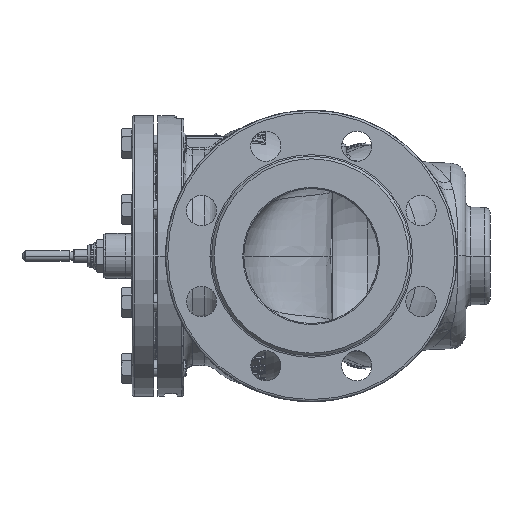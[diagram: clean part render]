
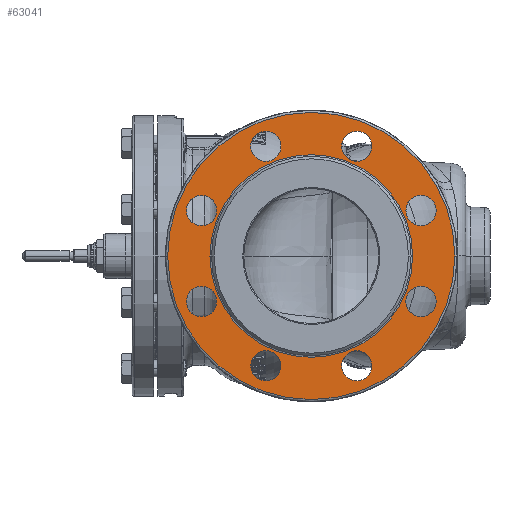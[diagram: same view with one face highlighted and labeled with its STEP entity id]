
A CAD part, left-side view. The second image highlights one B-rep face of the part: STEP entity #63041.
In plain terms, the highlighted planar face has unit normal (-1, 0, 0).
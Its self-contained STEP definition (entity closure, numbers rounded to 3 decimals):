
#15143=CARTESIAN_POINT('',(-197.,0.,0.));
#15144=DIRECTION('',(1.,0.,0.));
#15145=DIRECTION('',(0.,1.,0.));
#15146=AXIS2_PLACEMENT_3D('',#15143,#15144,#15145);
#15148=CARTESIAN_POINT('',(-197.,0.,0.));
#15149=DIRECTION('',(1.,0.,0.));
#15150=DIRECTION('',(0.,-1.,0.));
#15151=AXIS2_PLACEMENT_3D('',#15148,#15149,#15150);
#15153=CARTESIAN_POINT('',(-197.,0.,0.));
#15154=DIRECTION('',(-1.,0.,0.));
#15155=DIRECTION('',(0.,-1.,0.));
#15156=AXIS2_PLACEMENT_3D('',#15153,#15154,#15155);
#15158=CARTESIAN_POINT('',(-197.,0.,0.));
#15159=DIRECTION('',(-1.,0.,0.));
#15160=DIRECTION('',(0.,1.,0.));
#15161=AXIS2_PLACEMENT_3D('',#15158,#15159,#15160);
#15163=CARTESIAN_POINT('',(-197.,101.627,-42.095));
#15164=DIRECTION('',(-1.,0.,0.));
#15165=DIRECTION('',(0.,-1.,0.));
#15166=AXIS2_PLACEMENT_3D('',#15163,#15164,#15165);
#15168=CARTESIAN_POINT('',(-197.,101.627,-42.095));
#15169=DIRECTION('',(-1.,0.,0.));
#15170=DIRECTION('',(0.,1.,0.));
#15171=AXIS2_PLACEMENT_3D('',#15168,#15169,#15170);
#15173=CARTESIAN_POINT('',(-197.,101.627,42.095));
#15174=DIRECTION('',(-1.,0.,0.));
#15175=DIRECTION('',(0.,-0.707,-0.707));
#15176=AXIS2_PLACEMENT_3D('',#15173,#15174,#15175);
#15178=CARTESIAN_POINT('',(-197.,101.627,42.095));
#15179=DIRECTION('',(-1.,0.,0.));
#15180=DIRECTION('',(0.,0.707,0.707));
#15181=AXIS2_PLACEMENT_3D('',#15178,#15179,#15180);
#15183=CARTESIAN_POINT('',(-197.,42.095,101.627));
#15184=DIRECTION('',(-1.,0.,0.));
#15185=DIRECTION('',(0.,0.,-1.));
#15186=AXIS2_PLACEMENT_3D('',#15183,#15184,#15185);
#15188=CARTESIAN_POINT('',(-197.,42.095,101.627));
#15189=DIRECTION('',(-1.,0.,0.));
#15190=DIRECTION('',(0.,0.,1.));
#15191=AXIS2_PLACEMENT_3D('',#15188,#15189,#15190);
#15193=CARTESIAN_POINT('',(-197.,-42.095,101.627));
#15194=DIRECTION('',(-1.,0.,0.));
#15195=DIRECTION('',(0.,0.707,-0.707));
#15196=AXIS2_PLACEMENT_3D('',#15193,#15194,#15195);
#15198=CARTESIAN_POINT('',(-197.,-42.095,101.627));
#15199=DIRECTION('',(-1.,0.,0.));
#15200=DIRECTION('',(0.,-0.707,0.707));
#15201=AXIS2_PLACEMENT_3D('',#15198,#15199,#15200);
#15203=CARTESIAN_POINT('',(-197.,-101.627,42.095));
#15204=DIRECTION('',(-1.,0.,0.));
#15205=DIRECTION('',(0.,1.,0.));
#15206=AXIS2_PLACEMENT_3D('',#15203,#15204,#15205);
#15208=CARTESIAN_POINT('',(-197.,-101.627,42.095));
#15209=DIRECTION('',(-1.,0.,0.));
#15210=DIRECTION('',(0.,-1.,0.));
#15211=AXIS2_PLACEMENT_3D('',#15208,#15209,#15210);
#15213=CARTESIAN_POINT('',(-197.,-101.627,-42.095));
#15214=DIRECTION('',(-1.,0.,0.));
#15215=DIRECTION('',(0.,0.707,0.707));
#15216=AXIS2_PLACEMENT_3D('',#15213,#15214,#15215);
#15218=CARTESIAN_POINT('',(-197.,-101.627,-42.095));
#15219=DIRECTION('',(-1.,0.,0.));
#15220=DIRECTION('',(0.,-0.707,-0.707));
#15221=AXIS2_PLACEMENT_3D('',#15218,#15219,#15220);
#15223=CARTESIAN_POINT('',(-197.,-42.095,-101.627));
#15224=DIRECTION('',(-1.,0.,0.));
#15225=DIRECTION('',(0.,0.,1.));
#15226=AXIS2_PLACEMENT_3D('',#15223,#15224,#15225);
#15228=CARTESIAN_POINT('',(-197.,-42.095,-101.627));
#15229=DIRECTION('',(-1.,0.,0.));
#15230=DIRECTION('',(0.,0.,-1.));
#15231=AXIS2_PLACEMENT_3D('',#15228,#15229,#15230);
#15233=CARTESIAN_POINT('',(-197.,42.095,-101.627));
#15234=DIRECTION('',(-1.,0.,0.));
#15235=DIRECTION('',(0.,-0.707,0.707));
#15236=AXIS2_PLACEMENT_3D('',#15233,#15234,#15235);
#15238=CARTESIAN_POINT('',(-197.,42.095,-101.627));
#15239=DIRECTION('',(-1.,0.,0.));
#15240=DIRECTION('',(0.,0.707,-0.707));
#15241=AXIS2_PLACEMENT_3D('',#15238,#15239,#15240);
#26341=CARTESIAN_POINT('',(-197.,93.828,0.));
#26342=CARTESIAN_POINT('',(-197.,-93.828,0.));
#26343=VERTEX_POINT('',#26341);
#26344=VERTEX_POINT('',#26342);
#26357=CARTESIAN_POINT('',(-197.,-133.,0.));
#26358=CARTESIAN_POINT('',(-197.,133.,0.));
#26359=VERTEX_POINT('',#26357);
#26360=VERTEX_POINT('',#26358);
#27789=CARTESIAN_POINT('',(-197.,115.627,-42.095));
#27791=VERTEX_POINT('',#27789);
#27793=CARTESIAN_POINT('',(-197.,87.627,-42.095));
#27795=VERTEX_POINT('',#27793);
#27797=CARTESIAN_POINT('',(-197.,91.727,32.196));
#27799=VERTEX_POINT('',#27797);
#27801=CARTESIAN_POINT('',(-197.,111.526,51.995));
#27803=VERTEX_POINT('',#27801);
#27805=CARTESIAN_POINT('',(-197.,42.095,87.627));
#27807=VERTEX_POINT('',#27805);
#27809=CARTESIAN_POINT('',(-197.,42.095,115.627));
#27811=VERTEX_POINT('',#27809);
#27813=CARTESIAN_POINT('',(-197.,-32.196,91.727));
#27815=VERTEX_POINT('',#27813);
#27817=CARTESIAN_POINT('',(-197.,-51.995,111.526));
#27819=VERTEX_POINT('',#27817);
#27821=CARTESIAN_POINT('',(-197.,-87.627,42.095));
#27823=VERTEX_POINT('',#27821);
#27825=CARTESIAN_POINT('',(-197.,-115.627,42.095));
#27827=VERTEX_POINT('',#27825);
#27829=CARTESIAN_POINT('',(-197.,-91.727,-32.196));
#27831=VERTEX_POINT('',#27829);
#27833=CARTESIAN_POINT('',(-197.,-111.526,-51.995));
#27835=VERTEX_POINT('',#27833);
#27837=CARTESIAN_POINT('',(-197.,-42.095,-87.627));
#27839=VERTEX_POINT('',#27837);
#27841=CARTESIAN_POINT('',(-197.,-42.095,-115.627));
#27843=VERTEX_POINT('',#27841);
#27845=CARTESIAN_POINT('',(-197.,32.196,-91.727));
#27847=VERTEX_POINT('',#27845);
#27849=CARTESIAN_POINT('',(-197.,51.995,-111.526));
#27851=VERTEX_POINT('',#27849);
#62977=CARTESIAN_POINT('',(-197.,0.,0.));
#62978=DIRECTION('',(-1.,0.,0.));
#62979=DIRECTION('',(0.,1.,0.));
#62980=AXIS2_PLACEMENT_3D('',#62977,#62978,#62979);
#62981=PLANE('',#62980);
#62983=ORIENTED_EDGE('',*,*,#62982,.F.);
#62984=ORIENTED_EDGE('',*,*,#62967,.F.);
#62985=EDGE_LOOP('',(#62983,#62984));
#62986=FACE_OUTER_BOUND('',#62985,.F.);
#62988=ORIENTED_EDGE('',*,*,#62987,.F.);
#62990=ORIENTED_EDGE('',*,*,#62989,.F.);
#62991=EDGE_LOOP('',(#62988,#62990));
#62992=FACE_BOUND('',#62991,.F.);
#62994=ORIENTED_EDGE('',*,*,#62993,.T.);
#62996=ORIENTED_EDGE('',*,*,#62995,.T.);
#62997=EDGE_LOOP('',(#62994,#62996));
#62998=FACE_BOUND('',#62997,.F.);
#63000=ORIENTED_EDGE('',*,*,#62999,.T.);
#63002=ORIENTED_EDGE('',*,*,#63001,.T.);
#63003=EDGE_LOOP('',(#63000,#63002));
#63004=FACE_BOUND('',#63003,.F.);
#63006=ORIENTED_EDGE('',*,*,#63005,.T.);
#63008=ORIENTED_EDGE('',*,*,#63007,.T.);
#63009=EDGE_LOOP('',(#63006,#63008));
#63010=FACE_BOUND('',#63009,.F.);
#63012=ORIENTED_EDGE('',*,*,#63011,.T.);
#63014=ORIENTED_EDGE('',*,*,#63013,.T.);
#63015=EDGE_LOOP('',(#63012,#63014));
#63016=FACE_BOUND('',#63015,.F.);
#63018=ORIENTED_EDGE('',*,*,#63017,.T.);
#63020=ORIENTED_EDGE('',*,*,#63019,.T.);
#63021=EDGE_LOOP('',(#63018,#63020));
#63022=FACE_BOUND('',#63021,.F.);
#63024=ORIENTED_EDGE('',*,*,#63023,.T.);
#63026=ORIENTED_EDGE('',*,*,#63025,.T.);
#63027=EDGE_LOOP('',(#63024,#63026));
#63028=FACE_BOUND('',#63027,.F.);
#63030=ORIENTED_EDGE('',*,*,#63029,.T.);
#63032=ORIENTED_EDGE('',*,*,#63031,.T.);
#63033=EDGE_LOOP('',(#63030,#63032));
#63034=FACE_BOUND('',#63033,.F.);
#63036=ORIENTED_EDGE('',*,*,#63035,.T.);
#63038=ORIENTED_EDGE('',*,*,#63037,.T.);
#63039=EDGE_LOOP('',(#63036,#63038));
#63040=FACE_BOUND('',#63039,.F.);
#63041=ADVANCED_FACE('',(#62986,#62992,#62998,#63004,#63010,#63016,#63022,
#63028,#63034,#63040),#62981,.T.);
#15147=CIRCLE('',#15146,93.828);
#15152=CIRCLE('',#15151,93.828);
#15157=CIRCLE('',#15156,133.);
#15162=CIRCLE('',#15161,133.);
#15167=CIRCLE('',#15166,14.);
#15172=CIRCLE('',#15171,14.);
#15177=CIRCLE('',#15176,14.);
#15182=CIRCLE('',#15181,14.);
#15187=CIRCLE('',#15186,14.);
#15192=CIRCLE('',#15191,14.);
#15197=CIRCLE('',#15196,14.);
#15202=CIRCLE('',#15201,14.);
#15207=CIRCLE('',#15206,14.);
#15212=CIRCLE('',#15211,14.);
#15217=CIRCLE('',#15216,14.);
#15222=CIRCLE('',#15221,14.);
#15227=CIRCLE('',#15226,14.);
#15232=CIRCLE('',#15231,14.);
#15237=CIRCLE('',#15236,14.);
#15242=CIRCLE('',#15241,14.);
#62967=EDGE_CURVE('',#26360,#26359,#15162,.T.);
#62982=EDGE_CURVE('',#26359,#26360,#15157,.T.);
#62987=EDGE_CURVE('',#26343,#26344,#15147,.T.);
#62989=EDGE_CURVE('',#26344,#26343,#15152,.T.);
#62993=EDGE_CURVE('',#27795,#27791,#15167,.T.);
#62995=EDGE_CURVE('',#27791,#27795,#15172,.T.);
#62999=EDGE_CURVE('',#27799,#27803,#15177,.T.);
#63001=EDGE_CURVE('',#27803,#27799,#15182,.T.);
#63005=EDGE_CURVE('',#27807,#27811,#15187,.T.);
#63007=EDGE_CURVE('',#27811,#27807,#15192,.T.);
#63011=EDGE_CURVE('',#27815,#27819,#15197,.T.);
#63013=EDGE_CURVE('',#27819,#27815,#15202,.T.);
#63017=EDGE_CURVE('',#27823,#27827,#15207,.T.);
#63019=EDGE_CURVE('',#27827,#27823,#15212,.T.);
#63023=EDGE_CURVE('',#27831,#27835,#15217,.T.);
#63025=EDGE_CURVE('',#27835,#27831,#15222,.T.);
#63029=EDGE_CURVE('',#27839,#27843,#15227,.T.);
#63031=EDGE_CURVE('',#27843,#27839,#15232,.T.);
#63035=EDGE_CURVE('',#27847,#27851,#15237,.T.);
#63037=EDGE_CURVE('',#27851,#27847,#15242,.T.);
